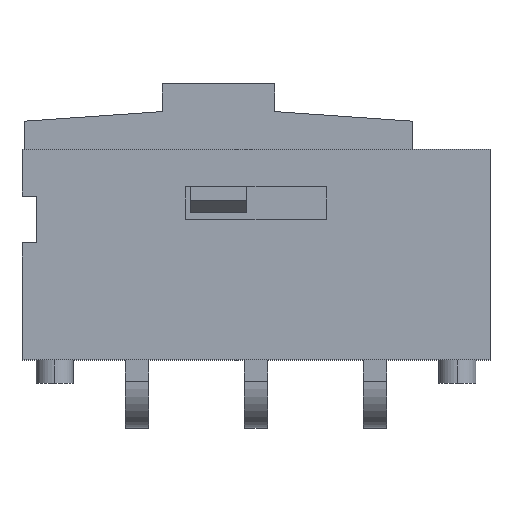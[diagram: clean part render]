
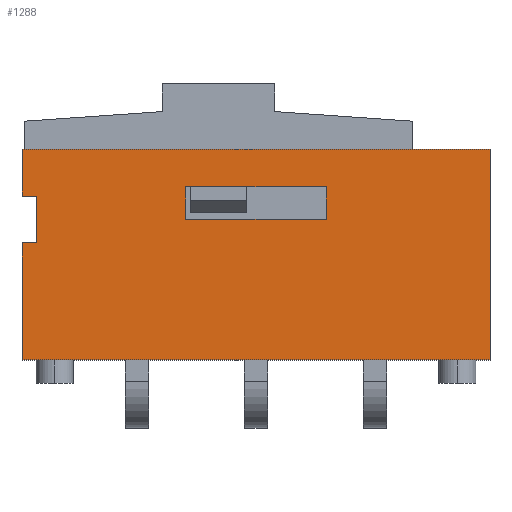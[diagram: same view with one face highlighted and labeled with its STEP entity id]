
A CAD part, top view. The second image highlights one B-rep face of the part: STEP entity #1288.
In plain terms, the highlighted planar face has unit normal (0, 0, 1).
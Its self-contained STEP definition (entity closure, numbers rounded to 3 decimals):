
#13 = VECTOR ( 'NONE', #4211, 1000. ) ;
#114 = VECTOR ( 'NONE', #1680, 1000. ) ;
#118 = EDGE_CURVE ( 'NONE', #2830, #3835, #2620, .T. ) ;
#141 = CARTESIAN_POINT ( 'NONE',  ( -4.7, 2.5, 1.27 ) ) ;
#168 = CARTESIAN_POINT ( 'NONE',  ( -1.5, 3., 1.27 ) ) ;
#369 = VECTOR ( 'NONE', #4286, 1000. ) ;
#374 = DIRECTION ( 'NONE',  ( 0., -1., 0. ) ) ;
#409 = LINE ( 'NONE', #2663, #2816 ) ;
#417 = VERTEX_POINT ( 'NONE', #2634 ) ;
#459 = DIRECTION ( 'NONE',  ( 1., 0., 0. ) ) ;
#508 = DIRECTION ( 'NONE',  ( 1., 0., 0. ) ) ;
#530 = LINE ( 'NONE', #3212, #923 ) ;
#567 = LINE ( 'NONE', #4229, #13 ) ;
#616 = EDGE_CURVE ( 'NONE', #417, #4051, #1000, .T. ) ;
#630 = ORIENTED_EDGE ( 'NONE', *, *, #2433, .F. ) ;
#662 = VERTEX_POINT ( 'NONE', #1400 ) ;
#724 = CARTESIAN_POINT ( 'NONE',  ( -4.7, 3.5, 1.27 ) ) ;
#741 = VECTOR ( 'NONE', #1971, 1000. ) ;
#786 = VERTEX_POINT ( 'NONE', #1510 ) ;
#805 = EDGE_LOOP ( 'NONE', ( #2763, #1967, #630, #4116 ) ) ;
#923 = VECTOR ( 'NONE', #508, 1000. ) ;
#928 = ORIENTED_EDGE ( 'NONE', *, *, #2104, .T. ) ;
#990 = EDGE_CURVE ( 'NONE', #3149, #1060, #1976, .T. ) ;
#1000 = LINE ( 'NONE', #2307, #114 ) ;
#1003 = ORIENTED_EDGE ( 'NONE', *, *, #2919, .T. ) ;
#1016 = CARTESIAN_POINT ( 'NONE',  ( 1.5, 3., 1.27 ) ) ;
#1024 = CARTESIAN_POINT ( 'NONE',  ( -5., 2.5, 1.27 ) ) ;
#1060 = VERTEX_POINT ( 'NONE', #2893 ) ;
#1069 = LINE ( 'NONE', #724, #2778 ) ;
#1078 = EDGE_CURVE ( 'NONE', #3515, #1622, #1345, .T. ) ;
#1088 = VECTOR ( 'NONE', #3119, 1000. ) ;
#1148 = FACE_OUTER_BOUND ( 'NONE', #4180, .T. ) ;
#1247 = CARTESIAN_POINT ( 'NONE',  ( 0., 0., 1.27 ) ) ;
#1288 = ADVANCED_FACE ( 'NONE', ( #1148, #3532 ), #4109, .T. ) ;
#1291 = ORIENTED_EDGE ( 'NONE', *, *, #118, .T. ) ;
#1298 = VECTOR ( 'NONE', #4070, 1000. ) ;
#1345 = LINE ( 'NONE', #3565, #3787 ) ;
#1400 = CARTESIAN_POINT ( 'NONE',  ( -5., 0., 1.27 ) ) ;
#1471 = VERTEX_POINT ( 'NONE', #4077 ) ;
#1483 = CARTESIAN_POINT ( 'NONE',  ( -5., 3.5, 1.27 ) ) ;
#1510 = CARTESIAN_POINT ( 'NONE',  ( -1.5, 3.7, 1.27 ) ) ;
#1539 = ORIENTED_EDGE ( 'NONE', *, *, #2539, .T. ) ;
#1559 = ORIENTED_EDGE ( 'NONE', *, *, #2221, .T. ) ;
#1622 = VERTEX_POINT ( 'NONE', #2585 ) ;
#1680 = DIRECTION ( 'NONE',  ( 0., 1., 0. ) ) ;
#1685 = VECTOR ( 'NONE', #459, 1000. ) ;
#1735 = DIRECTION ( 'NONE',  ( -1., 0., 0. ) ) ;
#1776 = VECTOR ( 'NONE', #4074, 1000. ) ;
#1808 = EDGE_CURVE ( 'NONE', #3210, #786, #409, .T. ) ;
#1820 = ORIENTED_EDGE ( 'NONE', *, *, #1078, .T. ) ;
#1967 = ORIENTED_EDGE ( 'NONE', *, *, #1808, .F. ) ;
#1971 = DIRECTION ( 'NONE',  ( 0., -1., 0. ) ) ;
#1976 = LINE ( 'NONE', #3286, #1298 ) ;
#1982 = CARTESIAN_POINT ( 'NONE',  ( -5., 4.5, 1.27 ) ) ;
#2014 = LINE ( 'NONE', #1016, #369 ) ;
#2084 = CARTESIAN_POINT ( 'NONE',  ( -5., 0., 1.27 ) ) ;
#2092 = ORIENTED_EDGE ( 'NONE', *, *, #616, .T. ) ;
#2104 = EDGE_CURVE ( 'NONE', #4051, #2830, #567, .T. ) ;
#2141 = CARTESIAN_POINT ( 'NONE',  ( -1.5, 3.7, 1.27 ) ) ;
#2221 = EDGE_CURVE ( 'NONE', #1471, #3515, #1069, .T. ) ;
#2307 = CARTESIAN_POINT ( 'NONE',  ( 5., 0., 1.27 ) ) ;
#2433 = EDGE_CURVE ( 'NONE', #1060, #3210, #2014, .T. ) ;
#2446 = DIRECTION ( 'NONE',  ( 1., 0., 0. ) ) ;
#2539 = EDGE_CURVE ( 'NONE', #3835, #1471, #530, .T. ) ;
#2543 = DIRECTION ( 'NONE',  ( 0., 0., 1. ) ) ;
#2585 = CARTESIAN_POINT ( 'NONE',  ( -5., 2.5, 1.27 ) ) ;
#2620 = LINE ( 'NONE', #2933, #741 ) ;
#2634 = CARTESIAN_POINT ( 'NONE',  ( 5., 0., 1.27 ) ) ;
#2663 = CARTESIAN_POINT ( 'NONE',  ( 1.5, 3.7, 1.27 ) ) ;
#2722 = LINE ( 'NONE', #1024, #1776 ) ;
#2723 = LINE ( 'NONE', #2084, #1685 ) ;
#2763 = ORIENTED_EDGE ( 'NONE', *, *, #3115, .F. ) ;
#2778 = VECTOR ( 'NONE', #374, 1000. ) ;
#2816 = VECTOR ( 'NONE', #1735, 1000. ) ;
#2830 = VERTEX_POINT ( 'NONE', #1982 ) ;
#2883 = AXIS2_PLACEMENT_3D ( 'NONE', #1247, #2543, #2446 ) ;
#2893 = CARTESIAN_POINT ( 'NONE',  ( 1.5, 3., 1.27 ) ) ;
#2919 = EDGE_CURVE ( 'NONE', #1622, #662, #2722, .T. ) ;
#2933 = CARTESIAN_POINT ( 'NONE',  ( -5., 4.5, 1.27 ) ) ;
#3115 = EDGE_CURVE ( 'NONE', #786, #3149, #3833, .T. ) ;
#3119 = DIRECTION ( 'NONE',  ( 0., -1., 0. ) ) ;
#3149 = VERTEX_POINT ( 'NONE', #168 ) ;
#3210 = VERTEX_POINT ( 'NONE', #4238 ) ;
#3212 = CARTESIAN_POINT ( 'NONE',  ( -5., 3.5, 1.27 ) ) ;
#3238 = DIRECTION ( 'NONE',  ( -1., 0., 0. ) ) ;
#3286 = CARTESIAN_POINT ( 'NONE',  ( -1.5, 3., 1.27 ) ) ;
#3515 = VERTEX_POINT ( 'NONE', #141 ) ;
#3532 = FACE_BOUND ( 'NONE', #805, .T. ) ;
#3565 = CARTESIAN_POINT ( 'NONE',  ( -4.7, 2.5, 1.27 ) ) ;
#3787 = VECTOR ( 'NONE', #3238, 1000. ) ;
#3833 = LINE ( 'NONE', #2141, #1088 ) ;
#3835 = VERTEX_POINT ( 'NONE', #1483 ) ;
#3894 = CARTESIAN_POINT ( 'NONE',  ( 5., 4.5, 1.27 ) ) ;
#4051 = VERTEX_POINT ( 'NONE', #3894 ) ;
#4070 = DIRECTION ( 'NONE',  ( 1., 0., 0. ) ) ;
#4074 = DIRECTION ( 'NONE',  ( 0., -1., 0. ) ) ;
#4077 = CARTESIAN_POINT ( 'NONE',  ( -4.7, 3.5, 1.27 ) ) ;
#4103 = ORIENTED_EDGE ( 'NONE', *, *, #4250, .T. ) ;
#4109 = PLANE ( 'NONE',  #2883 ) ;
#4116 = ORIENTED_EDGE ( 'NONE', *, *, #990, .F. ) ;
#4180 = EDGE_LOOP ( 'NONE', ( #1820, #1003, #4103, #2092, #928, #1291, #1539, #1559 ) ) ;
#4211 = DIRECTION ( 'NONE',  ( -1., 0., 0. ) ) ;
#4229 = CARTESIAN_POINT ( 'NONE',  ( 5., 4.5, 1.27 ) ) ;
#4238 = CARTESIAN_POINT ( 'NONE',  ( 1.5, 3.7, 1.27 ) ) ;
#4250 = EDGE_CURVE ( 'NONE', #662, #417, #2723, .T. ) ;
#4286 = DIRECTION ( 'NONE',  ( 0., 1., 0. ) ) ;
